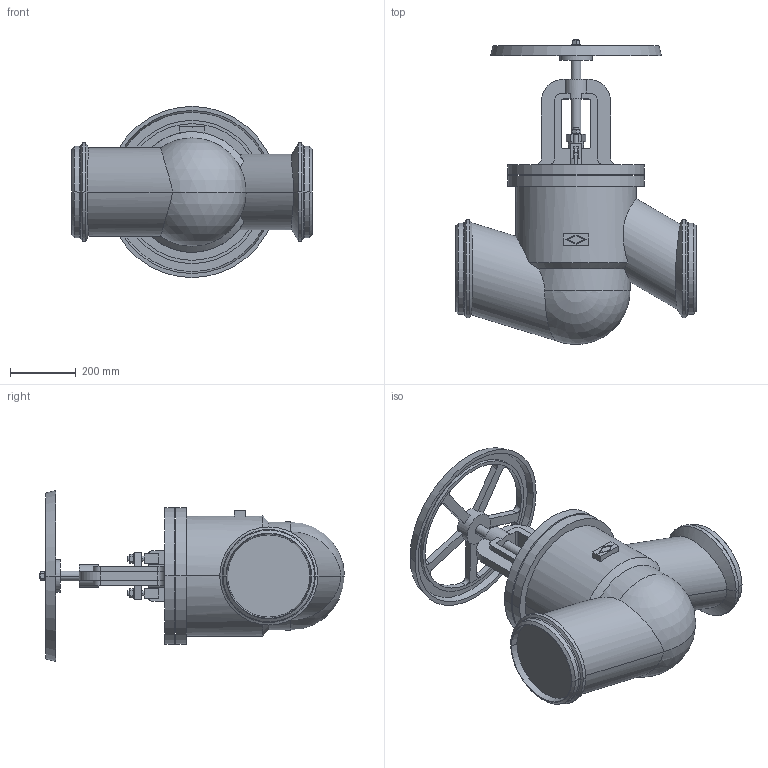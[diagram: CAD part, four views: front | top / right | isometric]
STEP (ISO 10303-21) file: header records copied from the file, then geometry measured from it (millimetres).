
FILE_DESCRIPTION(('OneSpaceDesigner STEP Export'),'2;1');
FILE_NAME('c000001369.stp','2005-11-28T11:50:25',(''),(''),'OneSpace Designer STEP processor for AP203 (Solid Model)','OneSpace Designer 13.20A 18-Aug-2005 (C) CoCreate Software GmbH','');
FILE_SCHEMA(('CONFIG_CONTROL_DESIGN'));
Length unit declared in the file: millimetre
Products named in the file (1): 1
Bounding box: 730 x 926.51 x 520 mm (x, y, z)
Volume: 74959362.9 mm3; surface area: 1886685.1 mm2
Topology: 1 solids, 1 shells, 264 faces, 674 edges, 432 vertices
Faces by surface type: plane 133, cylinder 93, cone 32, torus 4, sphere 2
Entity records: 8376 total; most frequent: CARTESIAN_POINT 2200, ORIENTED_EDGE 1344, DIRECTION 1165, EDGE_CURVE 672, VERTEX_POINT 432, VECTOR 389, LINE 389, AXIS2_PLACEMENT_3D 388
